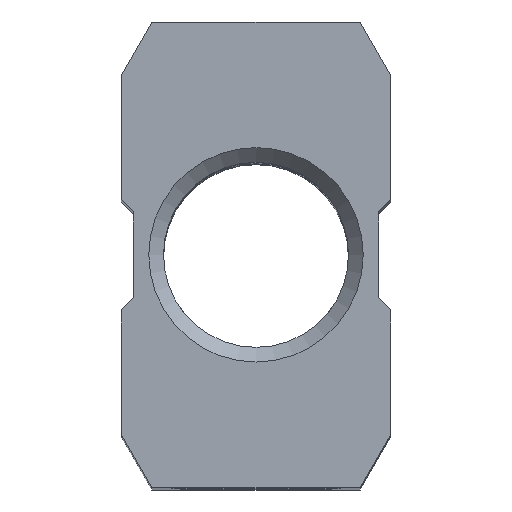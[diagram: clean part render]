
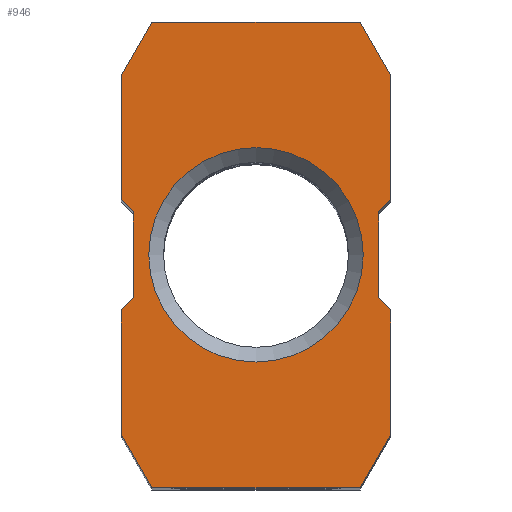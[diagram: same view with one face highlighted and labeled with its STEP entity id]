
A CAD part, top view. The second image highlights one B-rep face of the part: STEP entity #946.
In plain terms, the highlighted planar face has unit normal (0, 0, 1).
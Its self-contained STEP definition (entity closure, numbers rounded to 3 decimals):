
#13 = CARTESIAN_POINT ( 'NONE',  ( 8.5, 0., 0. ) ) ;
#23 = CARTESIAN_POINT ( 'NONE',  ( 8.75, 19., 0. ) ) ;
#25 = ORIENTED_EDGE ( 'NONE', *, *, #991, .T. ) ;
#30 = LINE ( 'NONE', #1594, #821 ) ;
#42 = LINE ( 'NONE', #898, #1180 ) ;
#69 = VECTOR ( 'NONE', #1811, 1000. ) ;
#81 = EDGE_CURVE ( 'NONE', #594, #405, #1297, .T. ) ;
#105 = VERTEX_POINT ( 'NONE', #442 ) ;
#162 = CARTESIAN_POINT ( 'NONE',  ( -8.5, 38., 0. ) ) ;
#163 = VECTOR ( 'NONE', #1630, 1000. ) ;
#188 = CARTESIAN_POINT ( 'NONE',  ( -11., 23.5, 0. ) ) ;
#208 = EDGE_CURVE ( 'NONE', #1192, #693, #30, .T. ) ;
#213 = CARTESIAN_POINT ( 'NONE',  ( -11., 4.33, 0. ) ) ;
#225 = EDGE_CURVE ( 'NONE', #324, #676, #375, .T. ) ;
#234 = EDGE_CURVE ( 'NONE', #676, #105, #771, .T. ) ;
#267 = DIRECTION ( 'NONE',  ( 0., 0., 1. ) ) ;
#296 = DIRECTION ( 'NONE',  ( 0., 1., 0. ) ) ;
#299 = VERTEX_POINT ( 'NONE', #162 ) ;
#314 = LINE ( 'NONE', #1484, #1116 ) ;
#321 = AXIS2_PLACEMENT_3D ( 'NONE', #1300, #267, #557 ) ;
#322 = LINE ( 'NONE', #918, #1843 ) ;
#324 = VERTEX_POINT ( 'NONE', #1504 ) ;
#342 = LINE ( 'NONE', #1905, #1471 ) ;
#344 = DIRECTION ( 'NONE',  ( -0.5, -0.866, 0. ) ) ;
#348 = ORIENTED_EDGE ( 'NONE', *, *, #208, .T. ) ;
#375 = LINE ( 'NONE', #914, #1552 ) ;
#385 = VECTOR ( 'NONE', #572, 1000. ) ;
#403 = LINE ( 'NONE', #1666, #69 ) ;
#405 = VERTEX_POINT ( 'NONE', #1598 ) ;
#410 = EDGE_LOOP ( 'NONE', ( #25 ) ) ;
#429 = VERTEX_POINT ( 'NONE', #1673 ) ;
#442 = CARTESIAN_POINT ( 'NONE',  ( -10., 22.5, 0. ) ) ;
#449 = LINE ( 'NONE', #1351, #1250 ) ;
#452 = LINE ( 'NONE', #1240, #852 ) ;
#457 = ORIENTED_EDGE ( 'NONE', *, *, #225, .T. ) ;
#460 = EDGE_CURVE ( 'NONE', #429, #888, #1661, .T. ) ;
#486 = ORIENTED_EDGE ( 'NONE', *, *, #944, .T. ) ;
#500 = VERTEX_POINT ( 'NONE', #1676 ) ;
#502 = CARTESIAN_POINT ( 'NONE',  ( -8.5, 0., 0. ) ) ;
#509 = ORIENTED_EDGE ( 'NONE', *, *, #671, .T. ) ;
#513 = DIRECTION ( 'NONE',  ( -1., 0., 0. ) ) ;
#529 = EDGE_CURVE ( 'NONE', #693, #299, #1907, .T. ) ;
#557 = DIRECTION ( 'NONE',  ( 1., 0., 0. ) ) ;
#566 = CARTESIAN_POINT ( 'NONE',  ( 11., 14.5, 0. ) ) ;
#572 = DIRECTION ( 'NONE',  ( 0., 1., 0. ) ) ;
#592 = DIRECTION ( 'NONE',  ( -0.707, 0.707, 0. ) ) ;
#594 = VERTEX_POINT ( 'NONE', #213 ) ;
#597 = DIRECTION ( 'NONE',  ( 0., -1., 0. ) ) ;
#598 = ORIENTED_EDGE ( 'NONE', *, *, #234, .T. ) ;
#606 = CARTESIAN_POINT ( 'NONE',  ( -10., 22.5, 0. ) ) ;
#608 = DIRECTION ( 'NONE',  ( 0., 1., 0. ) ) ;
#631 = DIRECTION ( 'NONE',  ( -0.707, -0.707, 0. ) ) ;
#649 = ORIENTED_EDGE ( 'NONE', *, *, #529, .T. ) ;
#654 = EDGE_CURVE ( 'NONE', #299, #324, #452, .T. ) ;
#671 = EDGE_CURVE ( 'NONE', #105, #429, #403, .T. ) ;
#676 = VERTEX_POINT ( 'NONE', #188 ) ;
#693 = VERTEX_POINT ( 'NONE', #933 ) ;
#727 = VECTOR ( 'NONE', #1403, 1000. ) ;
#729 = CIRCLE ( 'NONE', #800, 8.75 ) ;
#740 = ORIENTED_EDGE ( 'NONE', *, *, #762, .T. ) ;
#762 = EDGE_CURVE ( 'NONE', #888, #594, #322, .T. ) ;
#771 = LINE ( 'NONE', #606, #1507 ) ;
#773 = DIRECTION ( 'NONE',  ( 0.5, 0.866, 0. ) ) ;
#793 = VERTEX_POINT ( 'NONE', #1491 ) ;
#800 = AXIS2_PLACEMENT_3D ( 'NONE', #1885, #859, #1733 ) ;
#820 = ORIENTED_EDGE ( 'NONE', *, *, #1446, .T. ) ;
#821 = VECTOR ( 'NONE', #1889, 1000. ) ;
#846 = CARTESIAN_POINT ( 'NONE',  ( 11., 33.67, 0. ) ) ;
#852 = VECTOR ( 'NONE', #344, 1000. ) ;
#855 = EDGE_CURVE ( 'NONE', #793, #500, #42, .T. ) ;
#859 = DIRECTION ( 'NONE',  ( 0., 0., -1. ) ) ;
#874 = DIRECTION ( 'NONE',  ( 0.707, 0.707, 0. ) ) ;
#888 = VERTEX_POINT ( 'NONE', #1336 ) ;
#898 = CARTESIAN_POINT ( 'NONE',  ( 10., 15.5, 0. ) ) ;
#911 = CARTESIAN_POINT ( 'NONE',  ( 8.5, 0., 0. ) ) ;
#914 = CARTESIAN_POINT ( 'NONE',  ( -11., 23.5, 0. ) ) ;
#918 = CARTESIAN_POINT ( 'NONE',  ( -11., 4.33, 0. ) ) ;
#921 = VERTEX_POINT ( 'NONE', #23 ) ;
#926 = EDGE_CURVE ( 'NONE', #1339, #1192, #1140, .T. ) ;
#933 = CARTESIAN_POINT ( 'NONE',  ( 8.5, 38., 0. ) ) ;
#944 = EDGE_CURVE ( 'NONE', #500, #1339, #342, .T. ) ;
#946 = ADVANCED_FACE ( 'NONE', ( #1860, #1519 ), #1590, .T. ) ;
#959 = VERTEX_POINT ( 'NONE', #566 ) ;
#987 = CARTESIAN_POINT ( 'NONE',  ( -11., 14.5, 0. ) ) ;
#991 = EDGE_CURVE ( 'NONE', #921, #921, #729, .T. ) ;
#1008 = EDGE_LOOP ( 'NONE', ( #486, #1243, #348, #649, #1460, #457, #598, #509, #1044, #740, #1780, #1849, #820, #1646, #1098, #1047 ) ) ;
#1044 = ORIENTED_EDGE ( 'NONE', *, *, #460, .T. ) ;
#1047 = ORIENTED_EDGE ( 'NONE', *, *, #855, .T. ) ;
#1062 = DIRECTION ( 'NONE',  ( 0.707, -0.707, 0. ) ) ;
#1098 = ORIENTED_EDGE ( 'NONE', *, *, #1845, .T. ) ;
#1114 = CARTESIAN_POINT ( 'NONE',  ( 8.5, 38., 0. ) ) ;
#1116 = VECTOR ( 'NONE', #592, 1000. ) ;
#1118 = VECTOR ( 'NONE', #773, 1000. ) ;
#1140 = LINE ( 'NONE', #1613, #385 ) ;
#1180 = VECTOR ( 'NONE', #296, 1000. ) ;
#1192 = VERTEX_POINT ( 'NONE', #846 ) ;
#1240 = CARTESIAN_POINT ( 'NONE',  ( -11., 33.67, 0. ) ) ;
#1243 = ORIENTED_EDGE ( 'NONE', *, *, #926, .T. ) ;
#1250 = VECTOR ( 'NONE', #608, 1000. ) ;
#1275 = VECTOR ( 'NONE', #631, 1000. ) ;
#1297 = LINE ( 'NONE', #1330, #163 ) ;
#1300 = CARTESIAN_POINT ( 'NONE',  ( 6.5, 19., 0. ) ) ;
#1309 = CARTESIAN_POINT ( 'NONE',  ( 11., 23.5, 0. ) ) ;
#1330 = CARTESIAN_POINT ( 'NONE',  ( -8.5, 0., 0. ) ) ;
#1336 = CARTESIAN_POINT ( 'NONE',  ( -11., 14.5, 0. ) ) ;
#1339 = VERTEX_POINT ( 'NONE', #1309 ) ;
#1351 = CARTESIAN_POINT ( 'NONE',  ( 11., 4.33, 0. ) ) ;
#1394 = EDGE_CURVE ( 'NONE', #1797, #959, #449, .T. ) ;
#1403 = DIRECTION ( 'NONE',  ( 1., 0., 0. ) ) ;
#1411 = CARTESIAN_POINT ( 'NONE',  ( 11., 4.33, 0. ) ) ;
#1446 = EDGE_CURVE ( 'NONE', #1894, #1797, #1494, .T. ) ;
#1460 = ORIENTED_EDGE ( 'NONE', *, *, #654, .T. ) ;
#1471 = VECTOR ( 'NONE', #874, 1000. ) ;
#1484 = CARTESIAN_POINT ( 'NONE',  ( 11., 14.5, 0. ) ) ;
#1491 = CARTESIAN_POINT ( 'NONE',  ( 10., 15.5, 0. ) ) ;
#1494 = LINE ( 'NONE', #911, #1118 ) ;
#1504 = CARTESIAN_POINT ( 'NONE',  ( -11., 33.67, 0. ) ) ;
#1507 = VECTOR ( 'NONE', #1062, 1000. ) ;
#1515 = LINE ( 'NONE', #502, #727 ) ;
#1519 = FACE_OUTER_BOUND ( 'NONE', #1008, .T. ) ;
#1552 = VECTOR ( 'NONE', #597, 1000. ) ;
#1567 = VECTOR ( 'NONE', #513, 1000. ) ;
#1590 = PLANE ( 'NONE',  #321 ) ;
#1594 = CARTESIAN_POINT ( 'NONE',  ( 11., 33.67, 0. ) ) ;
#1598 = CARTESIAN_POINT ( 'NONE',  ( -8.5, 0., 0. ) ) ;
#1613 = CARTESIAN_POINT ( 'NONE',  ( 11., 23.5, 0. ) ) ;
#1630 = DIRECTION ( 'NONE',  ( 0.5, -0.866, 0. ) ) ;
#1646 = ORIENTED_EDGE ( 'NONE', *, *, #1394, .T. ) ;
#1661 = LINE ( 'NONE', #987, #1275 ) ;
#1666 = CARTESIAN_POINT ( 'NONE',  ( -10., 15.5, 0. ) ) ;
#1673 = CARTESIAN_POINT ( 'NONE',  ( -10., 15.5, 0. ) ) ;
#1676 = CARTESIAN_POINT ( 'NONE',  ( 10., 22.5, 0. ) ) ;
#1691 = EDGE_CURVE ( 'NONE', #405, #1894, #1515, .T. ) ;
#1733 = DIRECTION ( 'NONE',  ( 1., 0., 0. ) ) ;
#1780 = ORIENTED_EDGE ( 'NONE', *, *, #81, .T. ) ;
#1792 = DIRECTION ( 'NONE',  ( 0., -1., 0. ) ) ;
#1797 = VERTEX_POINT ( 'NONE', #1411 ) ;
#1811 = DIRECTION ( 'NONE',  ( 0., -1., 0. ) ) ;
#1843 = VECTOR ( 'NONE', #1792, 1000. ) ;
#1845 = EDGE_CURVE ( 'NONE', #959, #793, #314, .T. ) ;
#1849 = ORIENTED_EDGE ( 'NONE', *, *, #1691, .T. ) ;
#1860 = FACE_BOUND ( 'NONE', #410, .T. ) ;
#1885 = CARTESIAN_POINT ( 'NONE',  ( 0., 19., 0. ) ) ;
#1889 = DIRECTION ( 'NONE',  ( -0.5, 0.866, 0. ) ) ;
#1894 = VERTEX_POINT ( 'NONE', #13 ) ;
#1905 = CARTESIAN_POINT ( 'NONE',  ( 10., 22.5, 0. ) ) ;
#1907 = LINE ( 'NONE', #1114, #1567 ) ;
